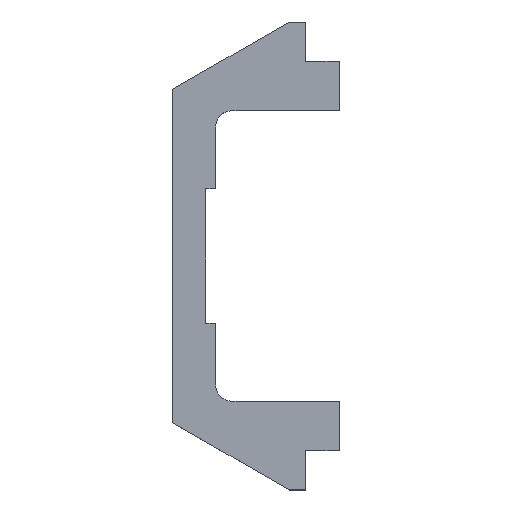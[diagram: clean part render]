
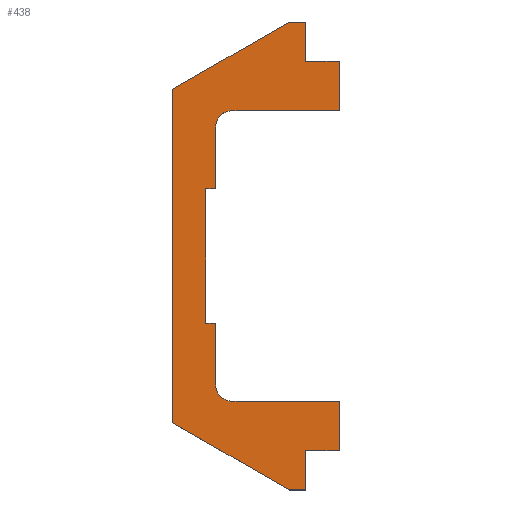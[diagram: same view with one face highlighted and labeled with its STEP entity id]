
A CAD part, top view. The second image highlights one B-rep face of the part: STEP entity #438.
In plain terms, the highlighted planar face has unit normal (0, 0, 1).
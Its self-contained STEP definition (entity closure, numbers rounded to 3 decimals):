
#34=PLANE('',#478);
#56=FACE_OUTER_BOUND('',#78,.T.);
#78=EDGE_LOOP('',(#395,#396,#397,#398,#399,#400,#401,#402,#403,#404,#405,
#406,#407,#408,#409,#410,#411,#412,#413,#414));
#83=LINE('',#604,#139);
#88=LINE('',#619,#144);
#106=LINE('',#655,#162);
#108=LINE('',#658,#164);
#109=LINE('',#661,#165);
#111=LINE('',#665,#167);
#113=LINE('',#669,#169);
#115=LINE('',#673,#171);
#117=LINE('',#677,#173);
#119=LINE('',#681,#175);
#121=LINE('',#685,#177);
#123=LINE('',#689,#179);
#125=LINE('',#693,#181);
#127=LINE('',#697,#183);
#129=LINE('',#701,#185);
#131=LINE('',#704,#187);
#132=LINE('',#707,#188);
#134=LINE('',#710,#190);
#139=VECTOR('',#493,10.);
#144=VECTOR('',#506,10.);
#162=VECTOR('',#528,10.);
#164=VECTOR('',#532,10.);
#165=VECTOR('',#535,10.);
#167=VECTOR('',#539,10.);
#169=VECTOR('',#543,10.);
#171=VECTOR('',#547,10.);
#173=VECTOR('',#551,10.);
#175=VECTOR('',#555,10.);
#177=VECTOR('',#559,10.);
#179=VECTOR('',#563,10.);
#181=VECTOR('',#567,10.);
#183=VECTOR('',#571,10.);
#185=VECTOR('',#575,10.);
#187=VECTOR('',#579,10.);
#188=VECTOR('',#582,10.);
#190=VECTOR('',#586,10.);
#192=CIRCLE('',#455,5.);
#194=CIRCLE('',#459,5.);
#197=VERTEX_POINT('',#594);
#198=VERTEX_POINT('',#596);
#200=VERTEX_POINT('',#602);
#203=VERTEX_POINT('',#609);
#204=VERTEX_POINT('',#611);
#206=VERTEX_POINT('',#617);
#221=VERTEX_POINT('',#652);
#222=VERTEX_POINT('',#654);
#223=VERTEX_POINT('',#660);
#224=VERTEX_POINT('',#664);
#225=VERTEX_POINT('',#668);
#226=VERTEX_POINT('',#672);
#227=VERTEX_POINT('',#676);
#228=VERTEX_POINT('',#680);
#229=VERTEX_POINT('',#684);
#230=VERTEX_POINT('',#688);
#231=VERTEX_POINT('',#692);
#232=VERTEX_POINT('',#696);
#233=VERTEX_POINT('',#700);
#234=VERTEX_POINT('',#706);
#237=EDGE_CURVE('',#197,#198,#192,.T.);
#241=EDGE_CURVE('',#197,#200,#83,.T.);
#244=EDGE_CURVE('',#203,#204,#194,.T.);
#248=EDGE_CURVE('',#203,#206,#88,.T.);
#266=EDGE_CURVE('',#222,#221,#106,.T.);
#268=EDGE_CURVE('',#200,#222,#108,.T.);
#269=EDGE_CURVE('',#223,#198,#109,.T.);
#271=EDGE_CURVE('',#224,#223,#111,.T.);
#273=EDGE_CURVE('',#225,#224,#113,.T.);
#275=EDGE_CURVE('',#226,#225,#115,.T.);
#277=EDGE_CURVE('',#227,#226,#117,.T.);
#279=EDGE_CURVE('',#228,#227,#119,.T.);
#281=EDGE_CURVE('',#229,#228,#121,.T.);
#283=EDGE_CURVE('',#230,#229,#123,.T.);
#285=EDGE_CURVE('',#231,#230,#125,.T.);
#287=EDGE_CURVE('',#232,#231,#127,.T.);
#289=EDGE_CURVE('',#233,#232,#129,.T.);
#291=EDGE_CURVE('',#206,#233,#131,.T.);
#292=EDGE_CURVE('',#234,#204,#132,.T.);
#294=EDGE_CURVE('',#221,#234,#134,.T.);
#395=ORIENTED_EDGE('',*,*,#294,.T.);
#396=ORIENTED_EDGE('',*,*,#292,.T.);
#397=ORIENTED_EDGE('',*,*,#244,.F.);
#398=ORIENTED_EDGE('',*,*,#248,.T.);
#399=ORIENTED_EDGE('',*,*,#291,.T.);
#400=ORIENTED_EDGE('',*,*,#289,.T.);
#401=ORIENTED_EDGE('',*,*,#287,.T.);
#402=ORIENTED_EDGE('',*,*,#285,.T.);
#403=ORIENTED_EDGE('',*,*,#283,.T.);
#404=ORIENTED_EDGE('',*,*,#281,.T.);
#405=ORIENTED_EDGE('',*,*,#279,.T.);
#406=ORIENTED_EDGE('',*,*,#277,.T.);
#407=ORIENTED_EDGE('',*,*,#275,.T.);
#408=ORIENTED_EDGE('',*,*,#273,.T.);
#409=ORIENTED_EDGE('',*,*,#271,.T.);
#410=ORIENTED_EDGE('',*,*,#269,.T.);
#411=ORIENTED_EDGE('',*,*,#237,.F.);
#412=ORIENTED_EDGE('',*,*,#241,.T.);
#413=ORIENTED_EDGE('',*,*,#268,.T.);
#414=ORIENTED_EDGE('',*,*,#266,.T.);
#438=ADVANCED_FACE('',(#56),#34,.T.);
#455=AXIS2_PLACEMENT_3D('',#597,#486,#487);
#459=AXIS2_PLACEMENT_3D('',#612,#499,#500);
#478=AXIS2_PLACEMENT_3D('',#711,#587,#588);
#486=DIRECTION('center_axis',(0.,0.,1.));
#487=DIRECTION('ref_axis',(-0.707,-0.707,0.));
#493=DIRECTION('',(0.,1.,0.));
#499=DIRECTION('center_axis',(0.,0.,1.));
#500=DIRECTION('ref_axis',(-0.707,0.707,0.));
#506=DIRECTION('',(1.,0.,0.));
#528=DIRECTION('',(0.,1.,0.));
#532=DIRECTION('',(-1.,0.,0.));
#535=DIRECTION('',(-1.,0.,0.));
#539=DIRECTION('',(0.,1.,0.));
#543=DIRECTION('',(1.,0.,0.));
#547=DIRECTION('',(0.,1.,0.));
#551=DIRECTION('',(1.,0.,0.));
#555=DIRECTION('',(0.866,-0.5,0.));
#559=DIRECTION('',(0.,-1.,0.));
#563=DIRECTION('',(-0.866,-0.5,0.));
#567=DIRECTION('',(-1.,0.,0.));
#571=DIRECTION('',(0.,1.,0.));
#575=DIRECTION('',(-1.,0.,0.));
#579=DIRECTION('',(0.,1.,0.));
#582=DIRECTION('',(0.,1.,0.));
#586=DIRECTION('',(1.,0.,0.));
#587=DIRECTION('center_axis',(0.,0.,1.));
#588=DIRECTION('ref_axis',(1.,0.,0.));
#594=CARTESIAN_POINT('',(42.4,229.85,24.));
#596=CARTESIAN_POINT('',(47.4,224.85,24.));
#597=CARTESIAN_POINT('Origin',(47.4,229.85,24.));
#602=CARTESIAN_POINT('',(42.4,248.5,24.));
#604=CARTESIAN_POINT('',(42.4,248.5,24.));
#609=CARTESIAN_POINT('',(47.4,313.15,24.));
#611=CARTESIAN_POINT('',(42.4,308.15,24.));
#612=CARTESIAN_POINT('Origin',(47.4,308.15,24.));
#617=CARTESIAN_POINT('',(80.,313.15,24.));
#619=CARTESIAN_POINT('',(75.,313.15,24.));
#652=CARTESIAN_POINT('',(39.4,289.5,24.));
#654=CARTESIAN_POINT('',(39.4,248.5,24.));
#655=CARTESIAN_POINT('',(39.4,269.,24.));
#658=CARTESIAN_POINT('',(39.4,248.5,24.));
#660=CARTESIAN_POINT('',(80.,224.85,24.));
#661=CARTESIAN_POINT('',(75.,224.85,24.));
#664=CARTESIAN_POINT('',(80.,209.85,24.));
#665=CARTESIAN_POINT('',(80.,224.85,24.));
#668=CARTESIAN_POINT('',(69.8,209.85,24.));
#669=CARTESIAN_POINT('',(80.,209.85,24.));
#672=CARTESIAN_POINT('',(69.8,197.85,24.));
#673=CARTESIAN_POINT('',(69.8,209.85,24.));
#676=CARTESIAN_POINT('',(64.8,197.85,24.));
#677=CARTESIAN_POINT('',(69.8,197.85,24.));
#680=CARTESIAN_POINT('',(29.4,218.288,24.));
#681=CARTESIAN_POINT('',(64.8,197.85,24.));
#684=CARTESIAN_POINT('',(29.4,319.712,24.));
#685=CARTESIAN_POINT('',(29.4,319.712,24.));
#688=CARTESIAN_POINT('',(64.8,340.15,24.));
#689=CARTESIAN_POINT('',(64.8,340.15,24.));
#692=CARTESIAN_POINT('',(69.8,340.15,24.));
#693=CARTESIAN_POINT('',(69.8,340.15,24.));
#696=CARTESIAN_POINT('',(69.8,328.15,24.));
#697=CARTESIAN_POINT('',(69.8,328.15,24.));
#700=CARTESIAN_POINT('',(80.,328.15,24.));
#701=CARTESIAN_POINT('',(80.,328.15,24.));
#704=CARTESIAN_POINT('',(80.,313.15,24.));
#706=CARTESIAN_POINT('',(42.4,289.5,24.));
#707=CARTESIAN_POINT('',(42.4,289.5,24.));
#710=CARTESIAN_POINT('',(39.4,289.5,24.));
#711=CARTESIAN_POINT('Origin',(54.7,269.,24.));
